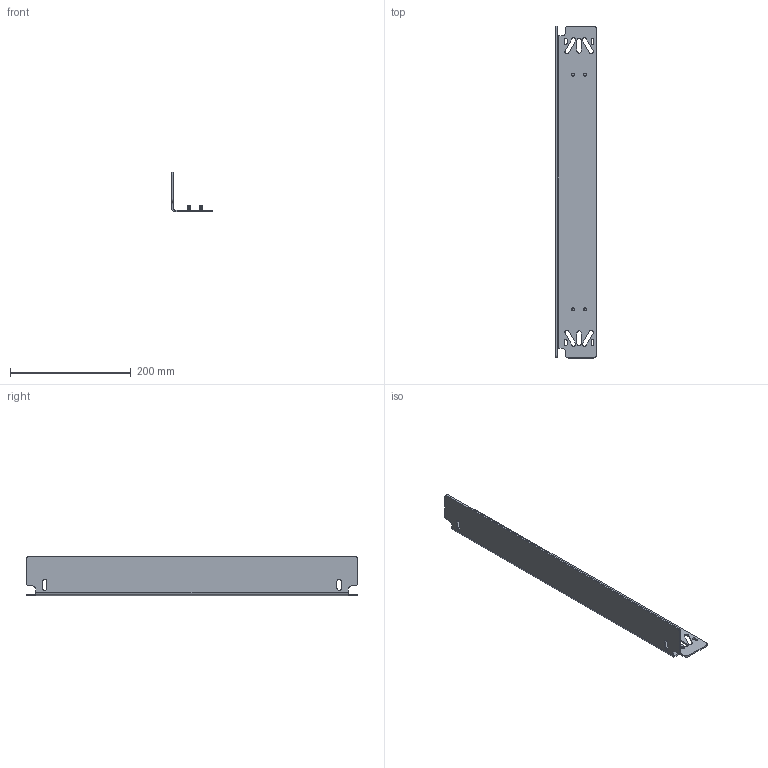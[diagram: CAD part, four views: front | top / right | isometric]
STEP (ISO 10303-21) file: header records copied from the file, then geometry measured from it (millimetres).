
FILE_DESCRIPTION((''),'2;1');
FILE_NAME('156652_SW','2011-04-06T',('banengservice'),('BANNER ENGINEERING'),'PRO/ENGINEER BY PARAMETRIC TECHNOLOGY CORPORATION, 2009141','PRO/ENGINEER BY PARAMETRIC TECHNOLOGY CORPORATION, 2009141','');
FILE_SCHEMA(('CONFIG_CONTROL_DESIGN'));
Length unit declared in the file: inch
Products named in the file (1): 156652_SW
Bounding box: 67.7 x 550 x 65 mm (x, y, z)
Volume: 181711.9 mm3; surface area: 142319.1 mm2
Topology: 1 solids, 1 shells, 222 faces, 592 edges, 384 vertices
Faces by surface type: cylinder 114, plane 60, bspline 36, torus 8, cone 4
Entity records: 28096 total; most frequent: CARTESIAN_POINT 22838, ORIENTED_EDGE 1184, DIRECTION 908, EDGE_CURVE 592, VERTEX_POINT 384, AXIS2_PLACEMENT_3D 318, VECTOR 272, LINE 272
